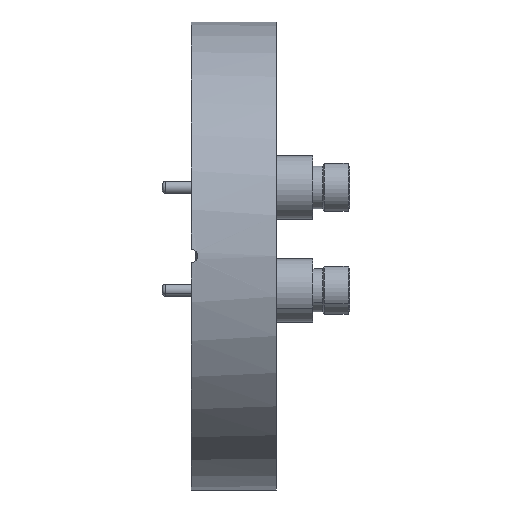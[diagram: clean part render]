
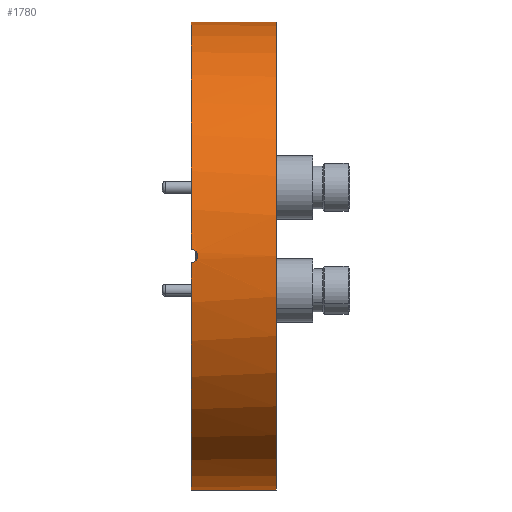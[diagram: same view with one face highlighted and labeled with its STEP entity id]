
A CAD part, left-side view. The second image highlights one B-rep face of the part: STEP entity #1780.
In plain terms, the highlighted cylindrical face has radius 34.95 mm (diameter 69.9 mm), a partial arc.
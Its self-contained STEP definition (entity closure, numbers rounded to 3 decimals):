
#2 = AXIS2_PLACEMENT_3D ( 'NONE', #342, #1370, #1025 ) ;
#32 = CARTESIAN_POINT ( 'NONE',  ( 0., -12.7, 34.95 ) ) ;
#57 = DIRECTION ( 'NONE',  ( 0., 0., 1. ) ) ;
#114 = CARTESIAN_POINT ( 'NONE',  ( -34.945, -0.799, 0.615 ) ) ;
#115 = FACE_OUTER_BOUND ( 'NONE', #2135, .T. ) ;
#175 = ORIENTED_EDGE ( 'NONE', *, *, #661, .F. ) ;
#220 = DIRECTION ( 'NONE',  ( 0., 1., 0. ) ) ;
#284 = CARTESIAN_POINT ( 'NONE',  ( -34.949, -0.974, 0.263 ) ) ;
#342 = CARTESIAN_POINT ( 'NONE',  ( 0., 0., 0. ) ) ;
#385 = ORIENTED_EDGE ( 'NONE', *, *, #1882, .T. ) ;
#392 = CIRCLE ( 'NONE', #889, 34.95 ) ;
#446 = ORIENTED_EDGE ( 'NONE', *, *, #2124, .T. ) ;
#472 = CARTESIAN_POINT ( 'NONE',  ( -34.936, 0., 1. ) ) ;
#479 = CARTESIAN_POINT ( 'NONE',  ( -34.95, -1., -0.13 ) ) ;
#502 = VERTEX_POINT ( 'NONE', #2198 ) ;
#556 = VERTEX_POINT ( 'NONE', #730 ) ;
#567 = CARTESIAN_POINT ( 'NONE',  ( 0., -12.7, 0. ) ) ;
#637 = VERTEX_POINT ( 'NONE', #1885 ) ;
#648 = CARTESIAN_POINT ( 'NONE',  ( -34.947, -0.874, -0.503 ) ) ;
#660 = VECTOR ( 'NONE', #2110, 1000. ) ;
#661 = EDGE_CURVE ( 'NONE', #2056, #556, #2195, .T. ) ;
#667 = LINE ( 'NONE', #2117, #660 ) ;
#730 = CARTESIAN_POINT ( 'NONE',  ( 0., 0., 34.95 ) ) ;
#744 = DIRECTION ( 'NONE',  ( 0., 0., 1. ) ) ;
#767 = ORIENTED_EDGE ( 'NONE', *, *, #1484, .F. ) ;
#800 = ORIENTED_EDGE ( 'NONE', *, *, #1716, .T. ) ;
#812 = CARTESIAN_POINT ( 'NONE',  ( -34.939, -0.521, -0.893 ) ) ;
#889 = AXIS2_PLACEMENT_3D ( 'NONE', #567, #1766, #744 ) ;
#923 = CARTESIAN_POINT ( 'NONE',  ( 0., 0., 0. ) ) ;
#982 = VERTEX_POINT ( 'NONE', #1379 ) ;
#983 = CARTESIAN_POINT ( 'NONE',  ( -34.936, -0.262, 0.974 ) ) ;
#993 = CARTESIAN_POINT ( 'NONE',  ( -34.936, 0., -1. ) ) ;
#1025 = DIRECTION ( 'NONE',  ( 0., 0., 1. ) ) ;
#1096 = DIRECTION ( 'NONE',  ( 0., 0., 1. ) ) ;
#1132 = CARTESIAN_POINT ( 'NONE',  ( 0., -12.7, 34.95 ) ) ;
#1134 = AXIS2_PLACEMENT_3D ( 'NONE', #923, #2157, #1096 ) ;
#1159 = CARTESIAN_POINT ( 'NONE',  ( -34.941, -0.615, 0.799 ) ) ;
#1269 = CARTESIAN_POINT ( 'NONE',  ( 0., -12.7, 0. ) ) ;
#1328 = CARTESIAN_POINT ( 'NONE',  ( -34.947, -0.874, 0.503 ) ) ;
#1370 = DIRECTION ( 'NONE',  ( 0., 1., 0. ) ) ;
#1379 = CARTESIAN_POINT ( 'NONE',  ( 0., 0., -34.95 ) ) ;
#1484 = EDGE_CURVE ( 'NONE', #502, #982, #667, .T. ) ;
#1490 = CARTESIAN_POINT ( 'NONE',  ( -34.95, -1., 0.131 ) ) ;
#1505 = CYLINDRICAL_SURFACE ( 'NONE', #1944, 34.95 ) ;
#1594 = VECTOR ( 'NONE', #1638, 1000. ) ;
#1638 = DIRECTION ( 'NONE',  ( 0., 1., 0. ) ) ;
#1667 = CARTESIAN_POINT ( 'NONE',  ( -34.949, -0.974, -0.261 ) ) ;
#1716 = EDGE_CURVE ( 'NONE', #502, #1956, #392, .T. ) ;
#1760 = EDGE_CURVE ( 'NONE', #982, #637, #2231, .T. ) ;
#1766 = DIRECTION ( 'NONE',  ( 0., 1., 0. ) ) ;
#1780 = ADVANCED_FACE ( 'NONE', ( #115 ), #1505, .T. ) ;
#1834 = CARTESIAN_POINT ( 'NONE',  ( -34.936, -0.132, 1. ) ) ;
#1845 = CARTESIAN_POINT ( 'NONE',  ( -34.945, -0.801, -0.613 ) ) ;
#1882 = EDGE_CURVE ( 'NONE', #1956, #556, #1898, .T. ) ;
#1885 = CARTESIAN_POINT ( 'NONE',  ( -34.936, 0., -1. ) ) ;
#1898 = LINE ( 'NONE', #1132, #1594 ) ;
#1908 = B_SPLINE_CURVE_WITH_KNOTS ( 'NONE', 3,
 ( #472, #1834, #983, #2217, #1159, #114, #1328, #284, #1490, #479, #1667, #648, #1845, #812, #2041, #993 ),
 .UNSPECIFIED., .F., .F.,
 ( 4, 2, 2, 2, 2, 2, 2, 4 ),
 ( 0., 0., 0.001, 0.001, 0.002, 0.002, 0.002, 0.003 ),
 .UNSPECIFIED. ) ;
#1944 = AXIS2_PLACEMENT_3D ( 'NONE', #1269, #220, #57 ) ;
#1956 = VERTEX_POINT ( 'NONE', #32 ) ;
#2041 = CARTESIAN_POINT ( 'NONE',  ( -34.936, -0.264, -1. ) ) ;
#2056 = VERTEX_POINT ( 'NONE', #2181 ) ;
#2110 = DIRECTION ( 'NONE',  ( 0., 1., 0. ) ) ;
#2117 = CARTESIAN_POINT ( 'NONE',  ( 0., -12.7, -34.95 ) ) ;
#2124 = EDGE_CURVE ( 'NONE', #2056, #637, #1908, .T. ) ;
#2135 = EDGE_LOOP ( 'NONE', ( #767, #800, #385, #175, #446, #2172 ) ) ;
#2157 = DIRECTION ( 'NONE',  ( 0., 1., 0. ) ) ;
#2172 = ORIENTED_EDGE ( 'NONE', *, *, #1760, .F. ) ;
#2181 = CARTESIAN_POINT ( 'NONE',  ( -34.936, 0., 1. ) ) ;
#2195 = CIRCLE ( 'NONE', #2, 34.95 ) ;
#2198 = CARTESIAN_POINT ( 'NONE',  ( 0., -12.7, -34.95 ) ) ;
#2217 = CARTESIAN_POINT ( 'NONE',  ( -34.939, -0.504, 0.874 ) ) ;
#2231 = CIRCLE ( 'NONE', #1134, 34.95 ) ;
